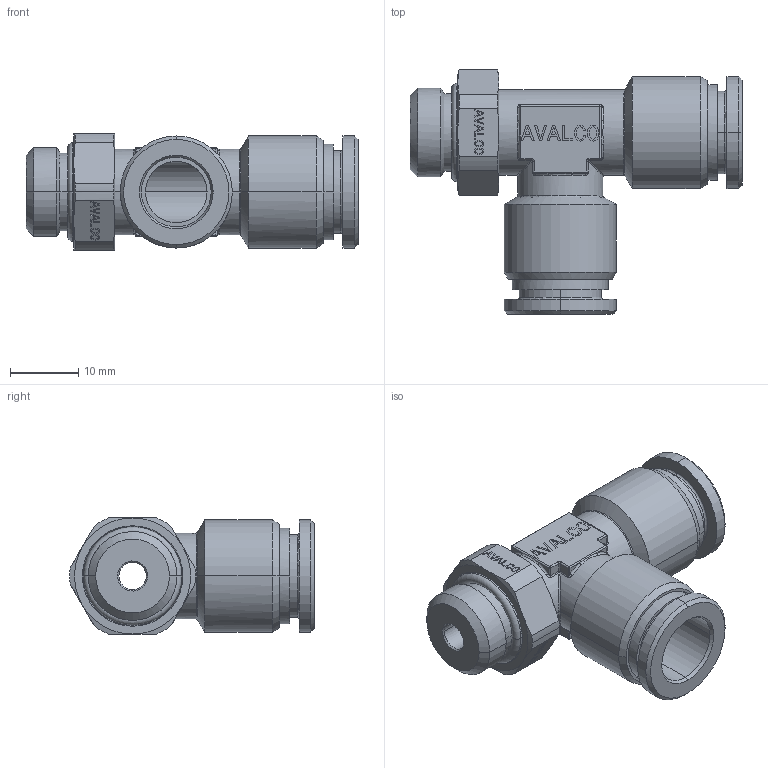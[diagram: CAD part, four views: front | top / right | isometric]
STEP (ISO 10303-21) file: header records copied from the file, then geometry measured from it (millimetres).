
FILE_DESCRIPTION(('CATIA V5 STEP Exchange'),'2;1');
FILE_NAME('PR427B-10G14.stp','2018-04-14T14:38:46+00:00',('none'),('none'),'CATIA Version 5 Release 21 GA (IN-10)','CATIA V5 STEP AP203','none');
FILE_SCHEMA(('CONFIG_CONTROL_DESIGN'));
Length unit declared in the file: millimetre
Products named in the file (1): PR427B-10G14
Bounding box: 48.6 x 35.8 x 17 mm (x, y, z)
Volume: 7371.9 mm3; surface area: 6783.3 mm2
Topology: 2 solids, 2 shells, 817 faces, 2129 edges, 1374 vertices
Faces by surface type: plane 609, cylinder 92, cone 44, torus 38, bspline 22, sphere 12
Entity records: 26225 total; most frequent: CARTESIAN_POINT 7044, ORIENTED_EDGE 4258, DIRECTION 3337, EDGE_CURVE 2129, VECTOR 1729, LINE 1729, VERTEX_POINT 1374, AXIS2_PLACEMENT_3D 924
